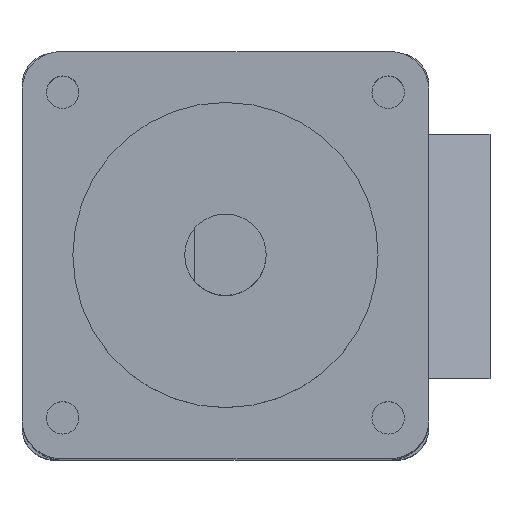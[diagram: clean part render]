
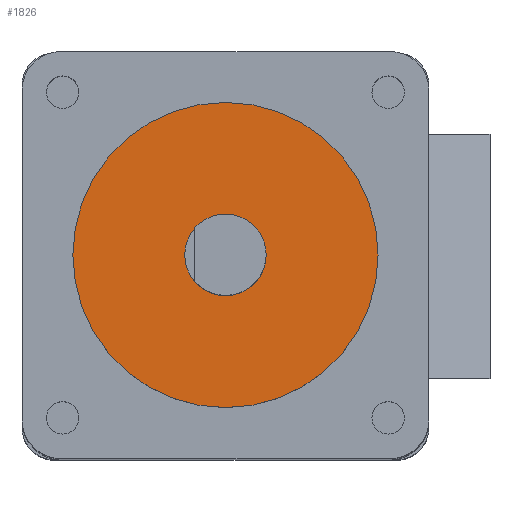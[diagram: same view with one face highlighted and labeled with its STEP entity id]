
A CAD part, top view. The second image highlights one B-rep face of the part: STEP entity #1826.
In plain terms, the highlighted planar face has unit normal (0, 0, 1).
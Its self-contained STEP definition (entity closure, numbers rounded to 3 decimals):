
#214 = FACE_BOUND ( 'NONE', #2961, .T. ) ;
#229 = VERTEX_POINT ( 'NONE', #1378 ) ;
#297 = DIRECTION ( 'NONE',  ( 0., 0., -1. ) ) ;
#433 = DIRECTION ( 'NONE',  ( 1., 0., 0. ) ) ;
#519 = PLANE ( 'NONE',  #3010 ) ;
#622 = CARTESIAN_POINT ( 'NONE',  ( 0., 0., 1.5 ) ) ;
#659 = EDGE_CURVE ( 'NONE', #2610, #229, #2462, .T. ) ;
#695 = AXIS2_PLACEMENT_3D ( 'NONE', #622, #2118, #3277 ) ;
#709 = ORIENTED_EDGE ( 'NONE', *, *, #1874, .T. ) ;
#759 = CARTESIAN_POINT ( 'NONE',  ( 2., 0., 1.5 ) ) ;
#769 = FACE_OUTER_BOUND ( 'NONE', #904, .T. ) ;
#836 = CARTESIAN_POINT ( 'NONE',  ( 7.5, 0., 1.5 ) ) ;
#899 = ORIENTED_EDGE ( 'NONE', *, *, #1147, .T. ) ;
#904 = EDGE_LOOP ( 'NONE', ( #709, #3434 ) ) ;
#1059 = AXIS2_PLACEMENT_3D ( 'NONE', #2009, #297, #1453 ) ;
#1072 = CARTESIAN_POINT ( 'NONE',  ( 0., 0., 1.5 ) ) ;
#1147 = EDGE_CURVE ( 'NONE', #229, #2610, #1235, .T. ) ;
#1235 = CIRCLE ( 'NONE', #1606, 2. ) ;
#1378 = CARTESIAN_POINT ( 'NONE',  ( -2., 0., 1.5 ) ) ;
#1453 = DIRECTION ( 'NONE',  ( 1., 0., 0. ) ) ;
#1549 = AXIS2_PLACEMENT_3D ( 'NONE', #2276, #3382, #3170 ) ;
#1606 = AXIS2_PLACEMENT_3D ( 'NONE', #1902, #3659, #433 ) ;
#1796 = CIRCLE ( 'NONE', #1549, 7.5 ) ;
#1826 = ADVANCED_FACE ( 'NONE', ( #769, #214 ), #519, .T. ) ;
#1874 = EDGE_CURVE ( 'NONE', #2174, #3143, #1796, .T. ) ;
#1902 = CARTESIAN_POINT ( 'NONE',  ( 0., 0., 1.5 ) ) ;
#1936 = DIRECTION ( 'NONE',  ( 0., 0., 1. ) ) ;
#2009 = CARTESIAN_POINT ( 'NONE',  ( 0., 0., 1.5 ) ) ;
#2117 = ORIENTED_EDGE ( 'NONE', *, *, #659, .T. ) ;
#2118 = DIRECTION ( 'NONE',  ( 0., 0., 1. ) ) ;
#2174 = VERTEX_POINT ( 'NONE', #3011 ) ;
#2276 = CARTESIAN_POINT ( 'NONE',  ( 0., 0., 1.5 ) ) ;
#2462 = CIRCLE ( 'NONE', #1059, 2. ) ;
#2610 = VERTEX_POINT ( 'NONE', #759 ) ;
#2840 = CIRCLE ( 'NONE', #695, 7.5 ) ;
#2961 = EDGE_LOOP ( 'NONE', ( #899, #2117 ) ) ;
#2965 = EDGE_CURVE ( 'NONE', #3143, #2174, #2840, .T. ) ;
#3010 = AXIS2_PLACEMENT_3D ( 'NONE', #1072, #1936, #3404 ) ;
#3011 = CARTESIAN_POINT ( 'NONE',  ( -7.5, 0., 1.5 ) ) ;
#3143 = VERTEX_POINT ( 'NONE', #836 ) ;
#3170 = DIRECTION ( 'NONE',  ( 1., 0., 0. ) ) ;
#3277 = DIRECTION ( 'NONE',  ( 1., 0., 0. ) ) ;
#3382 = DIRECTION ( 'NONE',  ( 0., 0., 1. ) ) ;
#3404 = DIRECTION ( 'NONE',  ( 1., 0., 0. ) ) ;
#3434 = ORIENTED_EDGE ( 'NONE', *, *, #2965, .T. ) ;
#3659 = DIRECTION ( 'NONE',  ( 0., 0., -1. ) ) ;
